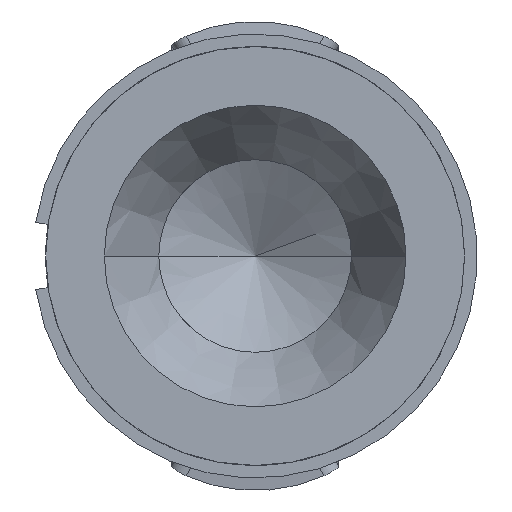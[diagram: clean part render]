
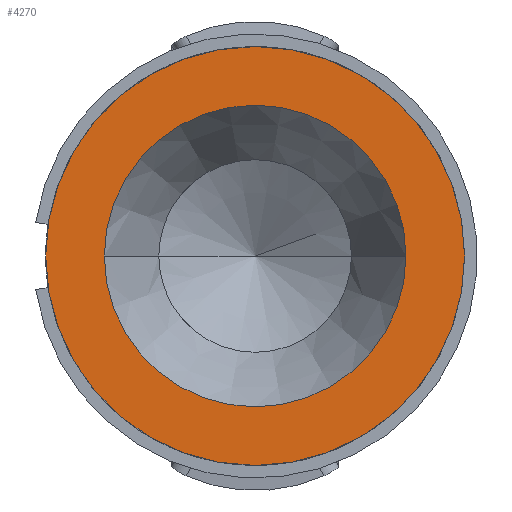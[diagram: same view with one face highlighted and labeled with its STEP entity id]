
A CAD part, left-side view. The second image highlights one B-rep face of the part: STEP entity #4270.
In plain terms, the highlighted planar face has unit normal (-1, 0, 0).
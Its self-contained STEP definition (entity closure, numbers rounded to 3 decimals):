
#346=CARTESIAN_POINT('',(0.,0.,0.));
#347=DIRECTION('',(-1.,0.,0.));
#348=DIRECTION('',(0.,1.,0.));
#349=AXIS2_PLACEMENT_3D('',#346,#347,#348);
#351=CARTESIAN_POINT('',(0.,0.,0.));
#352=DIRECTION('',(1.,0.,0.));
#353=DIRECTION('',(0.,1.,0.));
#354=AXIS2_PLACEMENT_3D('',#351,#352,#353);
#356=CARTESIAN_POINT('',(0.,0.,0.));
#357=DIRECTION('',(-1.,0.,0.));
#358=DIRECTION('',(0.,1.,0.));
#359=AXIS2_PLACEMENT_3D('',#356,#357,#358);
#361=CARTESIAN_POINT('',(0.,0.,0.));
#362=DIRECTION('',(-1.,0.,0.));
#363=DIRECTION('',(0.,-1.,0.));
#364=AXIS2_PLACEMENT_3D('',#361,#362,#363);
#3305=CARTESIAN_POINT('',(0.,1.25,0.));
#3306=CARTESIAN_POINT('',(0.,-1.25,0.));
#3307=VERTEX_POINT('',#3305);
#3308=VERTEX_POINT('',#3306);
#3369=CARTESIAN_POINT('',(0.,0.9,0.));
#3370=CARTESIAN_POINT('',(0.,-0.9,0.));
#3371=VERTEX_POINT('',#3369);
#3372=VERTEX_POINT('',#3370);
#4255=CARTESIAN_POINT('',(0.,0.,0.));
#4256=DIRECTION('',(1.,0.,0.));
#4257=DIRECTION('',(0.,-1.,0.));
#4258=AXIS2_PLACEMENT_3D('',#4255,#4256,#4257);
#4259=PLANE('',#4258);
#4260=ORIENTED_EDGE('',*,*,#4171,.F.);
#4261=ORIENTED_EDGE('',*,*,#4232,.T.);
#4262=EDGE_LOOP('',(#4260,#4261));
#4263=FACE_OUTER_BOUND('',#4262,.F.);
#4265=ORIENTED_EDGE('',*,*,#4264,.T.);
#4267=ORIENTED_EDGE('',*,*,#4266,.T.);
#4268=EDGE_LOOP('',(#4265,#4267));
#4269=FACE_BOUND('',#4268,.F.);
#4270=ADVANCED_FACE('',(#4263,#4269),#4259,.F.);
#350=CIRCLE('',#349,1.25);
#355=CIRCLE('',#354,1.25);
#360=CIRCLE('',#359,0.9);
#365=CIRCLE('',#364,0.9);
#4171=EDGE_CURVE('',#3307,#3308,#350,.T.);
#4232=EDGE_CURVE('',#3307,#3308,#355,.T.);
#4264=EDGE_CURVE('',#3371,#3372,#360,.T.);
#4266=EDGE_CURVE('',#3372,#3371,#365,.T.);
